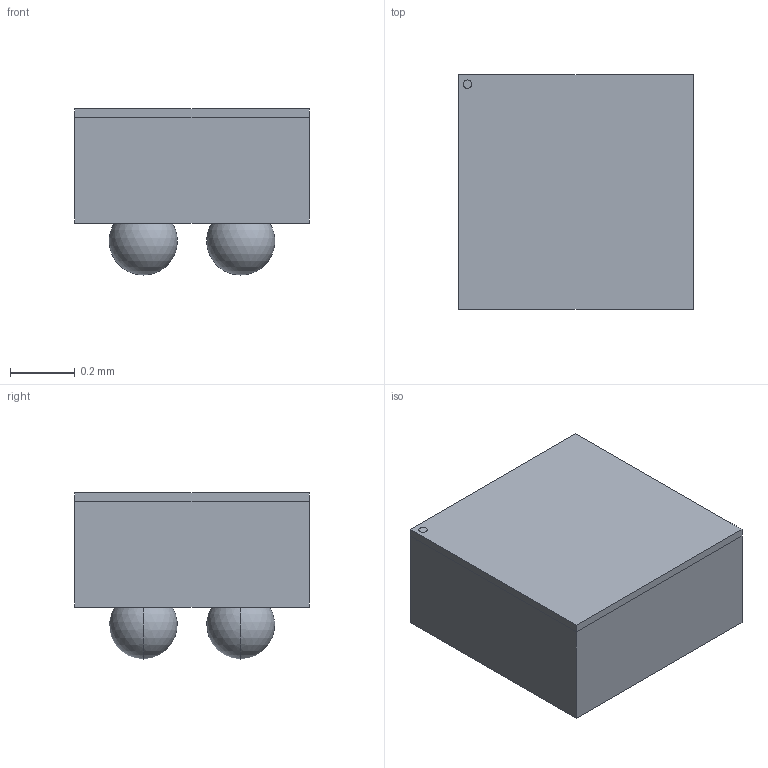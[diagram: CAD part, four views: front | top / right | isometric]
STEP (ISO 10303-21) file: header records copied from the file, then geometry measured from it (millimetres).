
FILE_DESCRIPTION(('STEP AP214'),'1');
FILE_NAME('WLCSP_AH1892.step','2024-03-07T03:53:12',(' '),('ANSOFT Corporation'),'Spatial InterOp 3D',' ',' ');
FILE_SCHEMA(('AUTOMOTIVE_DESIGN { 1 0 10303 214 1 1 1 1 }'));
Length unit declared in the file: millimetre
Products named in the file (1): die
Bounding box: 0.72 x 0.72 x 0.51 mm (x, y, z)
Volume: 0.2 mm3; surface area: 3.6 mm2
Topology: 6 solids, 7 shells, 25 faces, 54 edges, 34 vertices
Faces by surface type: plane 17, sphere 8
Entity records: 938 total; most frequent: DIRECTION 132, CARTESIAN_POINT 112, ORIENTED_EDGE 90, AXIS2_PLACEMENT_3D 54, EDGE_CURVE 46, VERTEX_POINT 34, STYLED_ITEM 32, PRESENTATION_STYLE_ASSIGNMENT 32
